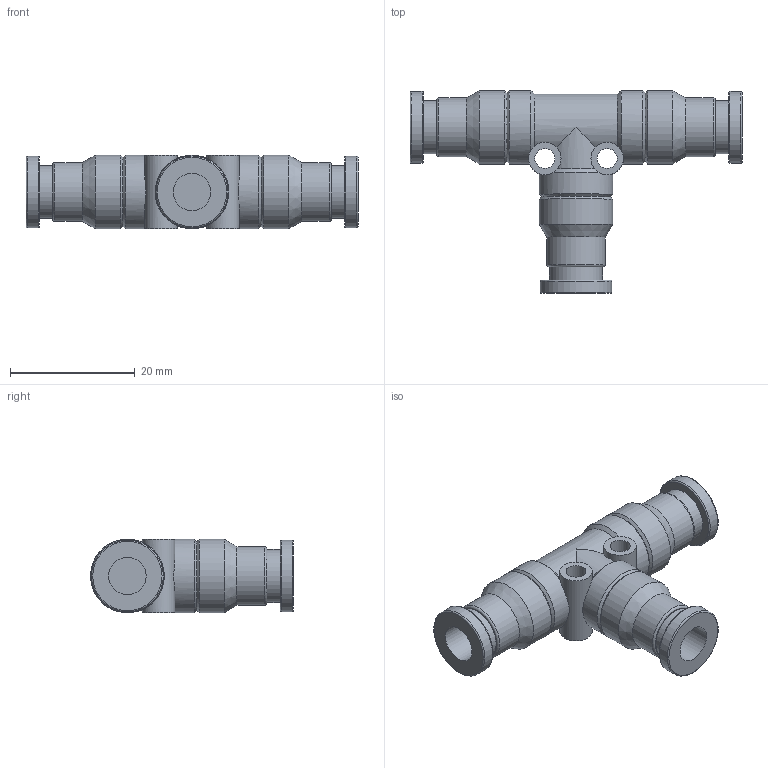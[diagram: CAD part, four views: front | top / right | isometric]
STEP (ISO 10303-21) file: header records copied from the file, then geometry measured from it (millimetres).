
FILE_DESCRIPTION(/* description */ ('STEP AP214'),/* implementation_level */ '2;1');
FILE_NAME(/* name */ '130669_CRQST-6',/* time_stamp */ '2024-08-09T14:27:28+02:00',/* author */ ('License CC BY-ND 4.0'),/* organization */ ('CADENAS'),/* preprocessor_version */ 'ST-DEVELOPER v19.3',/* originating_system */ 'PARTsolutions',/* authorisation */ ' ');
FILE_SCHEMA (('AUTOMOTIVE_DESIGN {1 0 10303 214 3 1 1}'));
Length unit declared in the file: millimetre
Products named in the file (1): 130669 CRQST-6
Bounding box: 53.2 x 32.5 x 11.8 mm (x, y, z)
Volume: 5208.7 mm3; surface area: 4408 mm2
Topology: 1 solids, 1 shells, 63 faces, 134 edges, 82 vertices
Faces by surface type: cylinder 25, plane 16, cone 13, torus 9
Full cylindrical faces by diameter (mm): 3.2 x2, 5.2 x2, 6 x3, 8.496 x3, 9.44 x3, 11.5 x3, 11.8 x6
Entity records: 1509 total; most frequent: CARTESIAN_POINT 311, DIRECTION 258, ORIENTED_EDGE 170, AXIS2_PLACEMENT_3D 129, EDGE_LOOP 118, FACE_BOUND 118, EDGE_CURVE 85, VERTEX_POINT 75
